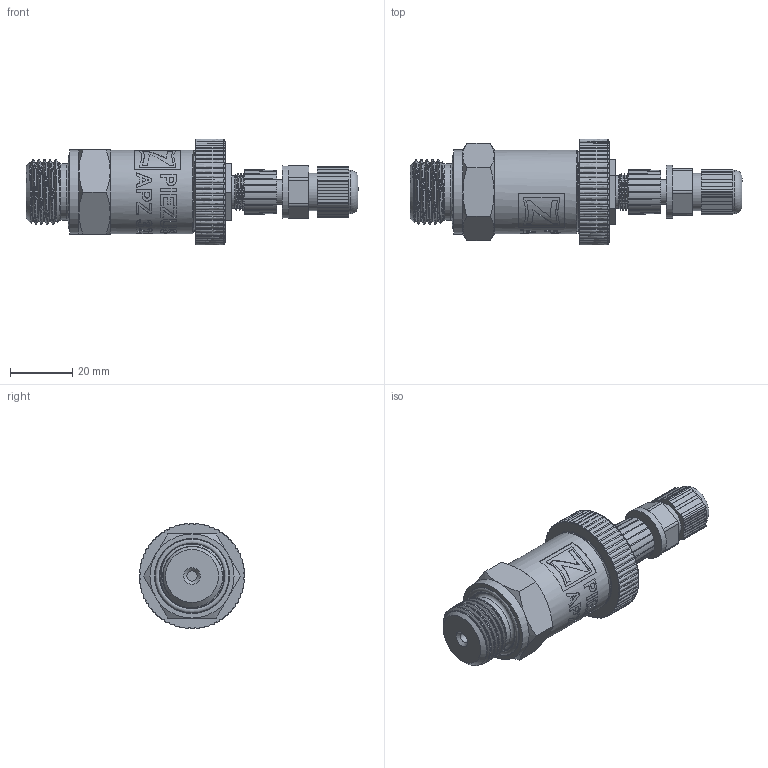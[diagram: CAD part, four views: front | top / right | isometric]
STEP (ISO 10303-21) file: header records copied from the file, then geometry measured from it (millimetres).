
FILE_DESCRIPTION(/* description */ (''),/* implementation_level */ '2;1');
FILE_NAME(/* name */ 'APZ3230_G1''2DIN_M12x1-straight.step',/* time_stamp */ '2021-06-24T09:42:09+03:00',/* author */ (''),/* organization */ (''),/* preprocessor_version */ 'ST-DEVELOPER v18.1',/* originating_system */ 'Autodesk Translation Framework v10.9.0.1377',/* authorisation */ '');
FILE_SCHEMA (('AUTOMOTIVE_DESIGN { 1 0 10303 214 3 1 1 }'));
Products named in the file (6): APZ3230_G1'2DIN_M12x1-straight; G1/2 DIN; OMAL nut M27x1.5 v8; M12x1 male v16; Ш100.000.002 v4; M12x1 female straight v9
Assembly tree (5 placements, depth 2):
  APZ3230_G1'2DIN_M12x1-straight
    G1/2 DIN
    OMAL nut M27x1.5 v8
    M12x1 male v16
    Ш100.000.002 v4
    M12x1 female straight v9
Bounding box: 106.55 x 34 x 34 mm (x, y, z)
Volume: 42427.5 mm3; surface area: 18525 mm2
Topology: 17 solids, 17 shells, 929 faces, 2556 edges, 1699 vertices
Faces by surface type: bspline 478, plane 262, cylinder 131, cone 46, torus 12
Full cylindrical faces by diameter (mm): 1 x12, 1.5 x4, 3.3 x1, 7.3 x1, 8 x3, 8.2 x1, 10.293 x1, 10.6 x2, 10.741 x6, 11.884 x5, 12 x1, 14 x2, 14.137 x4, 14.526 x1, 15.85 x3, 17 x1, 18 x1, 18.631 x4, 20.956 x1, 21.4 x2, 22.4 x1, 23.7 x1, 24.5 x1, 25.132 x4, 25.526 x4, 26.85 x4, 27 x1, 27.208 x5
Entity records: 67753 total; most frequent: CARTESIAN_POINT 46915, ORIENTED_EDGE 5112, DIRECTION 2856, EDGE_CURVE 2556, VERTEX_POINT 1699, LINE 1178, VECTOR 1178, EDGE_LOOP 985
